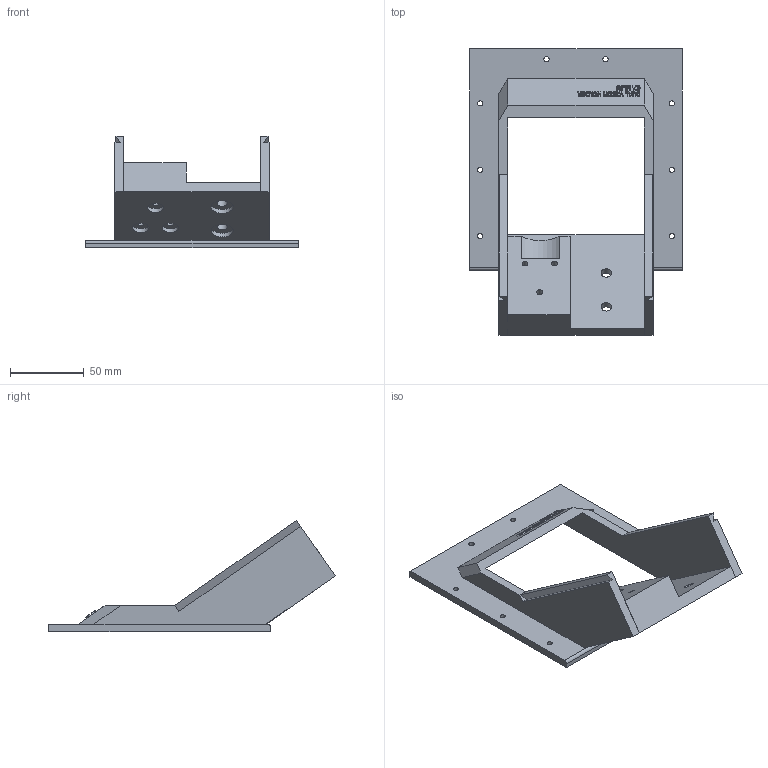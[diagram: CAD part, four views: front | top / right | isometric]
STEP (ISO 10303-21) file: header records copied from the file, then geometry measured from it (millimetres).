
FILE_DESCRIPTION(/* description */ (''),/* implementation_level */ '2;1');
FILE_NAME(/* name */ 'cameraholderbody v03.stp',/* time_stamp */ '2025-07-25T14:41:01-04:00',/* author */ ('mateo'),/* organization */ (''),/* preprocessor_version */ 'ST-DEVELOPER v20',/* originating_system */ 'Autodesk Inventor 2025',/* authorisation */ '');
FILE_SCHEMA (('AUTOMOTIVE_DESIGN { 1 0 10303 214 3 1 1 }'));
Length unit declared in the file: millimetre
Products named in the file (1): cameraholderbody v03
Bounding box: 144 x 194.19 x 75.5 mm (x, y, z)
Volume: 209354.8 mm3; surface area: 68340.1 mm2
Topology: 1 solids, 2 shells, 390 faces, 1047 edges, 699 vertices
Faces by surface type: plane 239, bspline 131, cylinder 20
Full cylindrical faces by diameter (mm): 3.459 x8, 4 x3, 7 x2, 11 x3, 15 x2
Entity records: 12865 total; most frequent: CARTESIAN_POINT 3840, ORIENTED_EDGE 2094, DIRECTION 1345, EDGE_CURVE 1047, LINE 745, VECTOR 745, VERTEX_POINT 698, EDGE_LOOP 455
